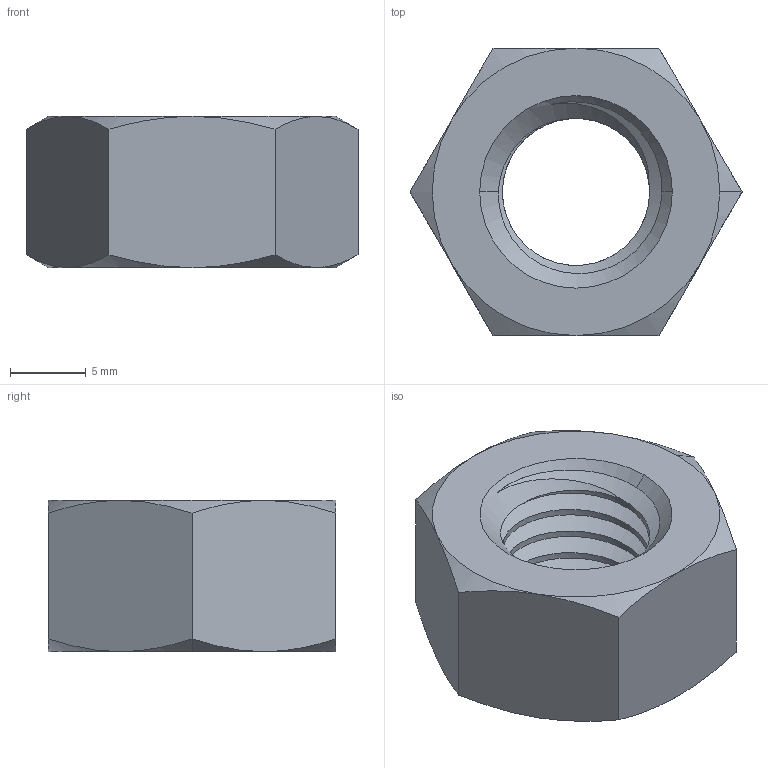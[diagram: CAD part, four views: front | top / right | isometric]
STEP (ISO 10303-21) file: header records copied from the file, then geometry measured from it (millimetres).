
FILE_DESCRIPTION (( 'STEP AP214' ), '1' );
FILE_NAME ('M12 Nut.STEP', '2019-04-24T08:18:05', ( '' ), ( '' ), 'SwSTEP 2.0', 'SolidWorks 2018', '' );
FILE_SCHEMA (( 'AUTOMOTIVE_DESIGN' ));
Length unit declared in the file: millimetre
Products named in the file (1): M12 Nut
Bounding box: 21.94 x 19 x 10 mm (x, y, z)
Volume: 2183.4 mm3; surface area: 1582.2 mm2
Topology: 1 solids, 1 shells, 38 faces, 94 edges, 58 vertices
Faces by surface type: cone 19, cylinder 9, plane 8, bspline 2
Entity records: 2219 total; most frequent: CARTESIAN_POINT 1399, ORIENTED_EDGE 188, DIRECTION 135, EDGE_CURVE 94, VERTEX_POINT 58, AXIS2_PLACEMENT_3D 57, EDGE_LOOP 40, FACE_OUTER_BOUND 38
